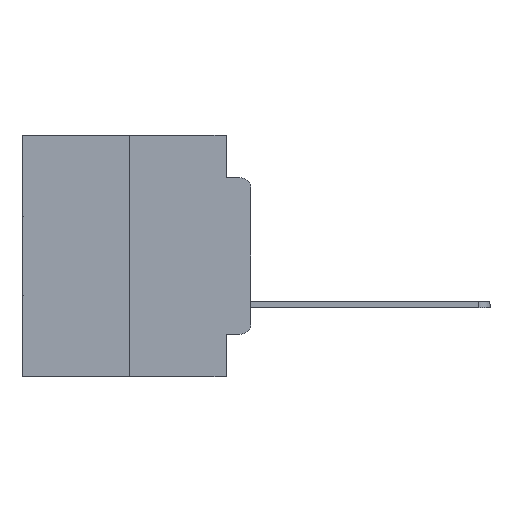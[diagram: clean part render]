
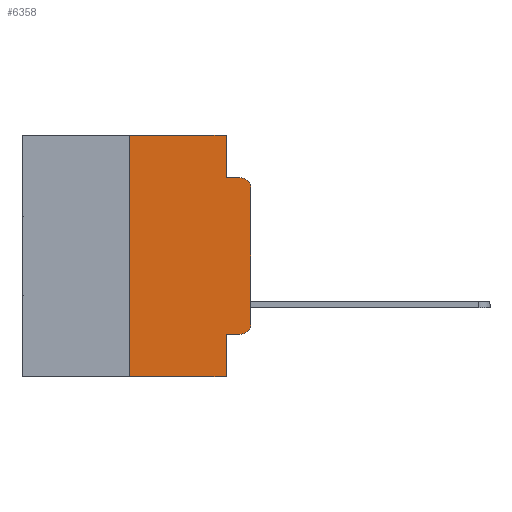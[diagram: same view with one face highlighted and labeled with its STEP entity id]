
A CAD part, left-side view. The second image highlights one B-rep face of the part: STEP entity #6358.
In plain terms, the highlighted planar face has unit normal (-1, 0, 0).
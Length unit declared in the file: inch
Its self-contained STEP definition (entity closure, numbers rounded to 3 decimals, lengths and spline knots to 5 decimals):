
#30 = LINE ( 'NONE', #26004, #5451 ) ;
#159 = LINE ( 'NONE', #21207, #21505 ) ;
#533 = LINE ( 'NONE', #8725, #23500 ) ;
#1129 = ORIENTED_EDGE ( 'NONE', *, *, #27248, .F. ) ;
#1318 = AXIS2_PLACEMENT_3D ( 'NONE', #21465, #6530, #27700 ) ;
#1342 = VERTEX_POINT ( 'NONE', #22045 ) ;
#1354 = EDGE_CURVE ( 'NONE', #25132, #2066, #14103, .T. ) ;
#1559 = DIRECTION ( 'NONE',  ( 0., -1., 0. ) ) ;
#1704 = CARTESIAN_POINT ( 'NONE',  ( 0., 0.051, -0.0885 ) ) ;
#1741 = EDGE_CURVE ( 'NONE', #1342, #6956, #7055, .T. ) ;
#2066 = VERTEX_POINT ( 'NONE', #25399 ) ;
#2903 = ORIENTED_EDGE ( 'NONE', *, *, #19895, .T. ) ;
#2945 = ORIENTED_EDGE ( 'NONE', *, *, #1741, .F. ) ;
#4577 = ORIENTED_EDGE ( 'NONE', *, *, #1354, .T. ) ;
#4634 = DIRECTION ( 'NONE',  ( 0., -1., 0. ) ) ;
#4756 = VERTEX_POINT ( 'NONE', #20593 ) ;
#5316 = VERTEX_POINT ( 'NONE', #23209 ) ;
#5451 = VECTOR ( 'NONE', #6681, 39.37008 ) ;
#5571 = VECTOR ( 'NONE', #15245, 39.37008 ) ;
#5818 = CARTESIAN_POINT ( 'NONE',  ( 0., 0.25, 0. ) ) ;
#6358 = ADVANCED_FACE ( 'NONE', ( #15274 ), #15127, .F. ) ;
#6446 = AXIS2_PLACEMENT_3D ( 'NONE', #19934, #8916, #17957 ) ;
#6530 = DIRECTION ( 'NONE',  ( -1., 0., 0. ) ) ;
#6681 = DIRECTION ( 'NONE',  ( 0., -1., 0. ) ) ;
#6808 = VECTOR ( 'NONE', #10046, 39.37008 ) ;
#6956 = VERTEX_POINT ( 'NONE', #17718 ) ;
#7055 = LINE ( 'NONE', #8746, #5571 ) ;
#7852 = CARTESIAN_POINT ( 'NONE',  ( 0., 0.051, 0. ) ) ;
#7957 = CARTESIAN_POINT ( 'NONE',  ( 0., 0.25, 0. ) ) ;
#8725 = CARTESIAN_POINT ( 'NONE',  ( 0., 0.473, 0. ) ) ;
#8746 = CARTESIAN_POINT ( 'NONE',  ( 0., 0.051, 0. ) ) ;
#8770 = DIRECTION ( 'NONE',  ( 0., 0., 1. ) ) ;
#8916 = DIRECTION ( 'NONE',  ( -1., 0., 0. ) ) ;
#9527 = ORIENTED_EDGE ( 'NONE', *, *, #15705, .T. ) ;
#9876 = CIRCLE ( 'NONE', #1318, 0.02 ) ;
#9973 = CARTESIAN_POINT ( 'NONE',  ( 0., 0.02, -0.4115 ) ) ;
#10046 = DIRECTION ( 'NONE',  ( 0., 0., 1. ) ) ;
#10186 = ORIENTED_EDGE ( 'NONE', *, *, #27743, .F. ) ;
#10287 = EDGE_CURVE ( 'NONE', #2066, #18518, #159, .T. ) ;
#11343 = EDGE_CURVE ( 'NONE', #5316, #25924, #27053, .T. ) ;
#11757 = VECTOR ( 'NONE', #1559, 39.37008 ) ;
#11850 = CARTESIAN_POINT ( 'NONE',  ( 0., 0., -0.1085 ) ) ;
#11928 = DIRECTION ( 'NONE',  ( 0., 0., -1. ) ) ;
#12206 = EDGE_LOOP ( 'NONE', ( #23171, #9527, #1129, #15903, #10186, #20816, #13271, #2945, #2903, #4577 ) ) ;
#12981 = LINE ( 'NONE', #1704, #11757 ) ;
#13220 = VERTEX_POINT ( 'NONE', #7957 ) ;
#13271 = ORIENTED_EDGE ( 'NONE', *, *, #17129, .T. ) ;
#14103 = CIRCLE ( 'NONE', #6446, 0.02 ) ;
#14445 = LINE ( 'NONE', #17108, #24668 ) ;
#15127 = PLANE ( 'NONE',  #23337 ) ;
#15245 = DIRECTION ( 'NONE',  ( 0., 0., -1. ) ) ;
#15274 = FACE_OUTER_BOUND ( 'NONE', #12206, .T. ) ;
#15705 = EDGE_CURVE ( 'NONE', #18518, #4756, #9876, .T. ) ;
#15903 = ORIENTED_EDGE ( 'NONE', *, *, #11343, .F. ) ;
#17108 = CARTESIAN_POINT ( 'NONE',  ( 0., 0.051, -0.4115 ) ) ;
#17129 = EDGE_CURVE ( 'NONE', #27575, #6956, #30, .T. ) ;
#17680 = DIRECTION ( 'NONE',  ( 1., 0., 0. ) ) ;
#17718 = CARTESIAN_POINT ( 'NONE',  ( 0., 0.051, -0.5 ) ) ;
#17807 = CARTESIAN_POINT ( 'NONE',  ( 0., 0.473, 0. ) ) ;
#17957 = DIRECTION ( 'NONE',  ( 0., 0., -1. ) ) ;
#18518 = VERTEX_POINT ( 'NONE', #11850 ) ;
#19049 = CARTESIAN_POINT ( 'NONE',  ( 0., 0.25, -0.5 ) ) ;
#19634 = DIRECTION ( 'NONE',  ( 0., 0., -1. ) ) ;
#19895 = EDGE_CURVE ( 'NONE', #1342, #25132, #14445, .T. ) ;
#19934 = CARTESIAN_POINT ( 'NONE',  ( 0., 0.02, -0.3915 ) ) ;
#20593 = CARTESIAN_POINT ( 'NONE',  ( 0., 0.02, -0.0885 ) ) ;
#20816 = ORIENTED_EDGE ( 'NONE', *, *, #27058, .F. ) ;
#21207 = CARTESIAN_POINT ( 'NONE',  ( 0., 0., 0. ) ) ;
#21465 = CARTESIAN_POINT ( 'NONE',  ( 0., 0.02, -0.1085 ) ) ;
#21505 = VECTOR ( 'NONE', #8770, 39.37008 ) ;
#22045 = CARTESIAN_POINT ( 'NONE',  ( 0., 0.051, -0.4115 ) ) ;
#22585 = CARTESIAN_POINT ( 'NONE',  ( 0., 0.051, -0.0885 ) ) ;
#22891 = LINE ( 'NONE', #5818, #6808 ) ;
#23171 = ORIENTED_EDGE ( 'NONE', *, *, #10287, .T. ) ;
#23209 = CARTESIAN_POINT ( 'NONE',  ( 0., 0.051, 0. ) ) ;
#23337 = AXIS2_PLACEMENT_3D ( 'NONE', #17807, #17680, #19634 ) ;
#23500 = VECTOR ( 'NONE', #4634, 39.37008 ) ;
#24668 = VECTOR ( 'NONE', #27697, 39.37008 ) ;
#25132 = VERTEX_POINT ( 'NONE', #9973 ) ;
#25399 = CARTESIAN_POINT ( 'NONE',  ( 0., 0., -0.3915 ) ) ;
#25924 = VERTEX_POINT ( 'NONE', #22585 ) ;
#26004 = CARTESIAN_POINT ( 'NONE',  ( 0., 0.473, -0.5 ) ) ;
#26934 = VECTOR ( 'NONE', #11928, 39.37008 ) ;
#27053 = LINE ( 'NONE', #7852, #26934 ) ;
#27058 = EDGE_CURVE ( 'NONE', #27575, #13220, #22891, .T. ) ;
#27248 = EDGE_CURVE ( 'NONE', #25924, #4756, #12981, .T. ) ;
#27575 = VERTEX_POINT ( 'NONE', #19049 ) ;
#27697 = DIRECTION ( 'NONE',  ( 0., -1., 0. ) ) ;
#27700 = DIRECTION ( 'NONE',  ( 0., 0., -1. ) ) ;
#27743 = EDGE_CURVE ( 'NONE', #13220, #5316, #533, .T. ) ;
